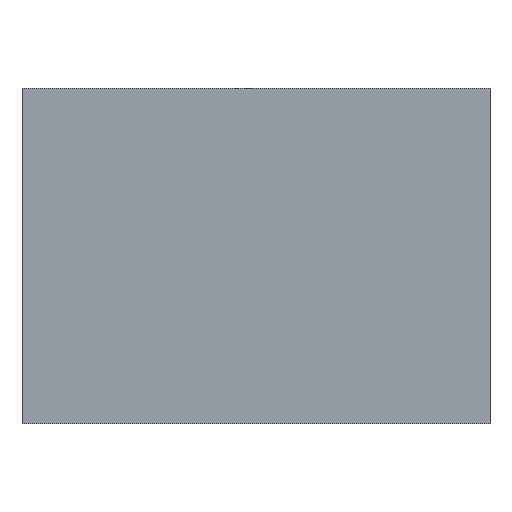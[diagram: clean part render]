
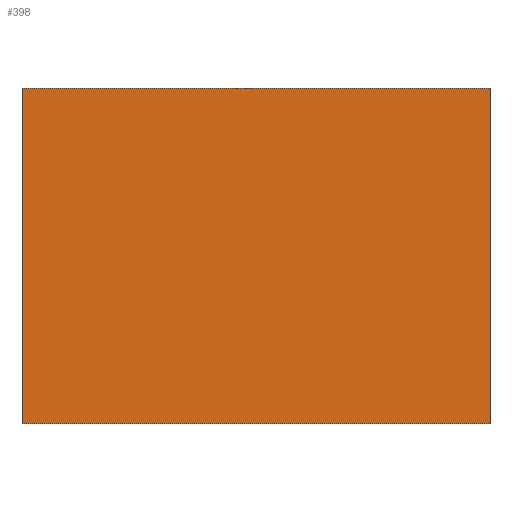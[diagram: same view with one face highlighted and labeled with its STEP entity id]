
A CAD part, top view. The second image highlights one B-rep face of the part: STEP entity #398.
In plain terms, the highlighted planar face has unit normal (0, 0, 1).
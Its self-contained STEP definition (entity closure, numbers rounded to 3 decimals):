
#398=ADVANCED_FACE('',(#2336),#2338,.T.);
#2336=FACE_BOUND('',#2337,.T.);
#2337=EDGE_LOOP('',(#3879,#3880,#3881,#3882));
#2338=PLANE('',#2339);
#2339=AXIS2_PLACEMENT_3D('',#2340,#2341,#2342);
#2340=CARTESIAN_POINT('',(-1.,-4.2,2.8));
#2341=DIRECTION('',(0.,0.,1.));
#2342=DIRECTION('',(1.,0.,0.));
#3879=ORIENTED_EDGE('',*,*,#4941,.T.);
#3880=ORIENTED_EDGE('',*,*,#4997,.T.);
#3881=ORIENTED_EDGE('',*,*,#4911,.F.);
#3882=ORIENTED_EDGE('',*,*,#4996,.F.);
#4911=EDGE_CURVE('',#5564,#5566,#5567,.T.);
#4941=EDGE_CURVE('',#5593,#5613,#5615,.T.);
#4996=EDGE_CURVE('',#5593,#5564,#5702,.T.);
#4997=EDGE_CURVE('',#5613,#5566,#5703,.T.);
#5564=VERTEX_POINT('',#6664);
#5566=VERTEX_POINT('',#6668);
#5567=LINE('',#6669,#6670);
#5593=VERTEX_POINT('',#6731);
#5613=VERTEX_POINT('',#6773);
#5615=LINE('',#6777,#6778);
#5702=LINE('',#6974,#6975);
#5703=LINE('',#6977,#6978);
#6664=CARTESIAN_POINT('',(-1.,0.1,2.8));
#6668=CARTESIAN_POINT('',(5.,0.1,2.8));
#6669=CARTESIAN_POINT('',(-1.,0.1,2.8));
#6670=VECTOR('',#6671,1.);
#6671=DIRECTION('',(1.,0.,0.));
#6731=CARTESIAN_POINT('',(-1.,-4.2,2.8));
#6773=CARTESIAN_POINT('',(5.,-4.2,2.8));
#6777=CARTESIAN_POINT('',(-1.,-4.2,2.8));
#6778=VECTOR('',#6779,1.);
#6779=DIRECTION('',(1.,0.,0.));
#6974=CARTESIAN_POINT('',(-1.,-4.2,2.8));
#6975=VECTOR('',#6976,1.);
#6976=DIRECTION('',(0.,1.,0.));
#6977=CARTESIAN_POINT('',(5.,-4.2,2.8));
#6978=VECTOR('',#6979,1.);
#6979=DIRECTION('',(0.,1.,0.));
